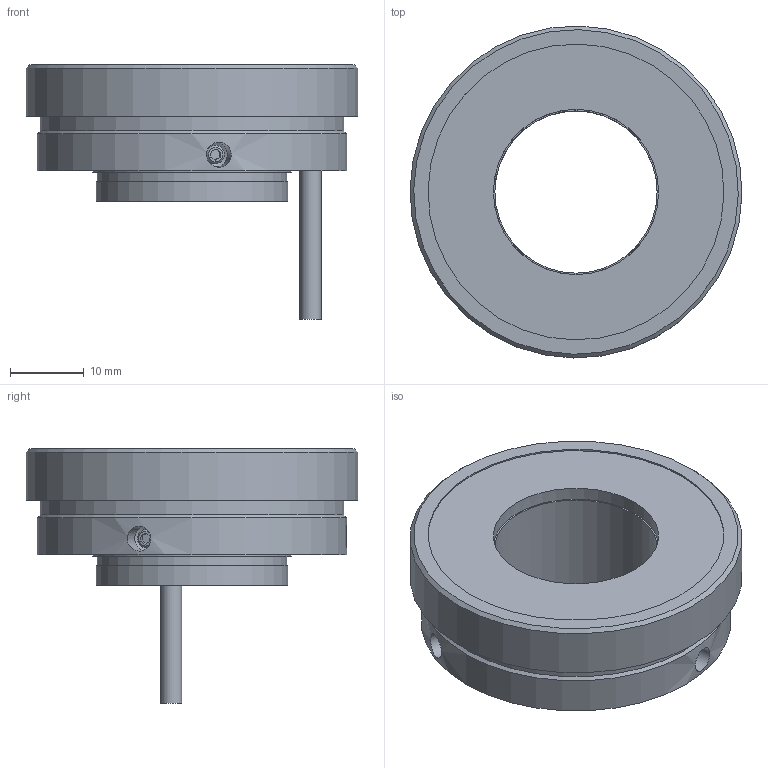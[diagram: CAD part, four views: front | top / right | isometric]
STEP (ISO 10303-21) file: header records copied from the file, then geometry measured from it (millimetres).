
FILE_DESCRIPTION(/* description */ (''),/* implementation_level */ '2;1');
FILE_NAME(/* name */ 'AO000324.stp',/* time_stamp */ '2016-09-28T13:53:29+02:00',/* author */ ('mitarbeiter'),/* organization */ (''),/* preprocessor_version */ 'ST-DEVELOPER v15.2',/* originating_system */ 'Autodesk Inventor 2014',/* authorisation */ '');
FILE_SCHEMA (('AUTOMOTIVE_DESIGN { 1 0 10303 214 3 1 1 }'));
Length unit declared in the file: millimetre
Products named in the file (1): AO000324
Bounding box: 44.99 x 44.99 x 34.54 mm (x, y, z)
Volume: 16144.6 mm3; surface area: 6566.1 mm2
Topology: 1 solids, 1 shells, 71 faces, 159 edges, 104 vertices
Faces by surface type: plane 34, cylinder 21, cone 16
Full cylindrical faces by diameter (mm): 2.46 x4, 2.5 x3, 2.9 x1, 3.4 x3, 22 x1, 22.4 x1, 25.7 x1, 26 x1, 26.9 x1, 40.1 x1, 41.2 x1, 41.46 x1, 42 x1, 45 x1
Entity records: 1855 total; most frequent: CARTESIAN_POINT 373, DIRECTION 292, ORIENTED_EDGE 214, EDGE_LOOP 124, AXIS2_PLACEMENT_3D 119, EDGE_CURVE 107, VERTEX_POINT 89, STYLED_ITEM 72
